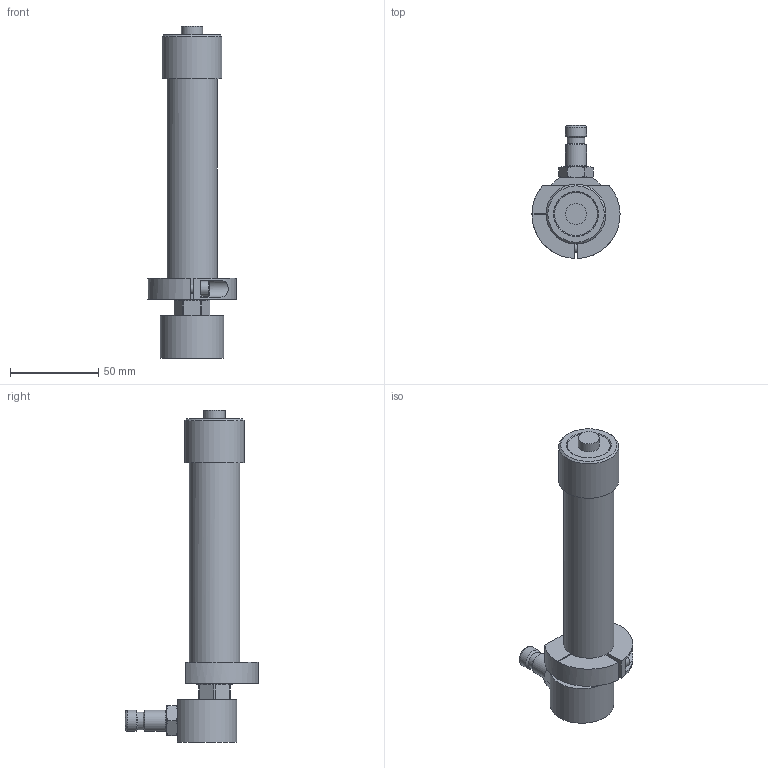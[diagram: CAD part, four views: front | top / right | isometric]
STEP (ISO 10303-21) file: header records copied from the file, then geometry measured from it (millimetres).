
FILE_DESCRIPTION(/* description */ (''),/* implementation_level */ '2;1');
FILE_NAME(/* name */ 'W5190279_A__specification_W5190279_A_2_.stp',/* time_stamp */ '2016-10-13T11:36:59+02:00',/* author */ (''),/* organization */ (''),/* preprocessor_version */ 'ST-DEVELOPER v15',/* originating_system */ 'SIEMENS PLM Software NX 9.0',/* authorisation */ '');
FILE_SCHEMA (('AUTOMOTIVE_DESIGN { 1 0 10303 214 3 1 1 1 }'));
Length unit declared in the file: millimetre
Products named in the file (1): Webe05A8B3F0z89p
Bounding box: 49.99 x 75.48 x 188.3 mm (x, y, z)
Volume: 145481.5 mm3; surface area: 25775.6 mm2
Topology: 1 solids, 1 shells, 76 faces, 173 edges, 109 vertices
Faces by surface type: plane 42, cone 17, cylinder 15, torus 2
Full cylindrical faces by diameter (mm): 5 x1, 8.5 x1, 10 x1, 12 x3, 20.4 x1, 27.5 x1, 28.5 x1, 34 x1
Entity records: 2258 total; most frequent: CARTESIAN_POINT 413, DIRECTION 345, ORIENTED_EDGE 302, EDGE_CURVE 151, AXIS2_PLACEMENT_3D 142, EDGE_LOOP 105, VERTEX_POINT 104, ADVANCED_FACE 76
